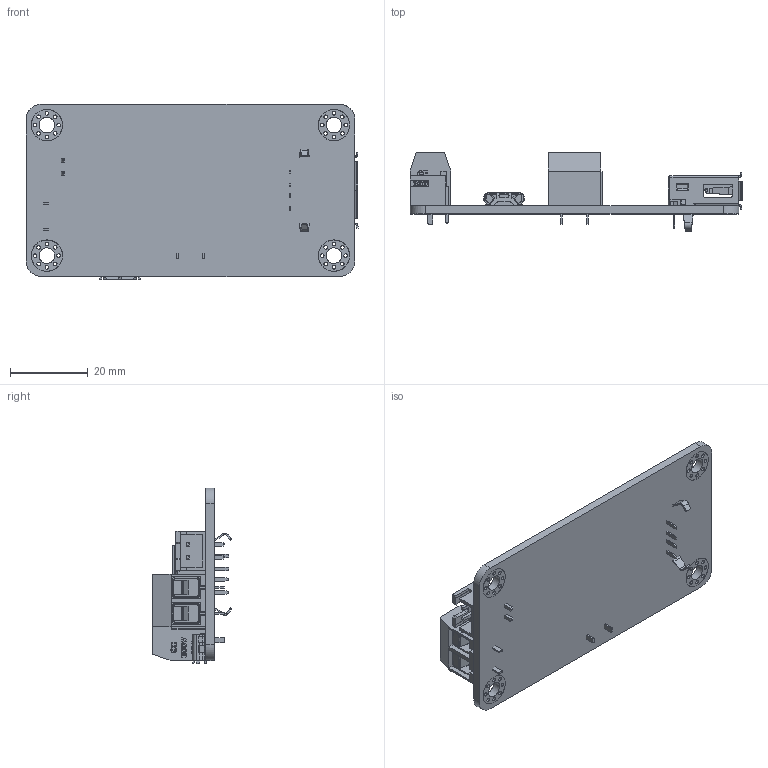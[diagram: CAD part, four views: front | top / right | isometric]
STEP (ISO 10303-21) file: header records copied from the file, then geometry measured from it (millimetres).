
FILE_DESCRIPTION(('FreeCAD Model'),'2;1');
FILE_NAME('Open CASCADE Shape Model','2025-04-30T03:17:43',('FreeCAD'),( 'FreeCAD'),'Open CASCADE STEP processor 7.6','FreeCAD','Unknown');
FILE_SCHEMA(('AUTOMOTIVE_DESIGN { 1 0 10303 214 1 1 1 1 }'));
Products named in the file (1): Open CASCADE STEP translator 7.6 1
Bounding box: 85.63 x 20.49 x 45.27 mm (x, y, z)
Volume: 11902.7 mm3; surface area: 19120.7 mm2
Topology: 32 solids, 32 shells, 3215 faces, 8575 edges, 5462 vertices
Faces by surface type: bspline 3215
Entity records: 127436 total; most frequent: CARTESIAN_POINT 76220, ORIENTED_EDGE 17146, EDGE_CURVE 8573, B_SPLINE_CURVE_WITH_KNOTS 7364, VERTEX_POINT 5462, FACE_BOUND 3429, EDGE_LOOP 3429, ADVANCED_FACE 3215
